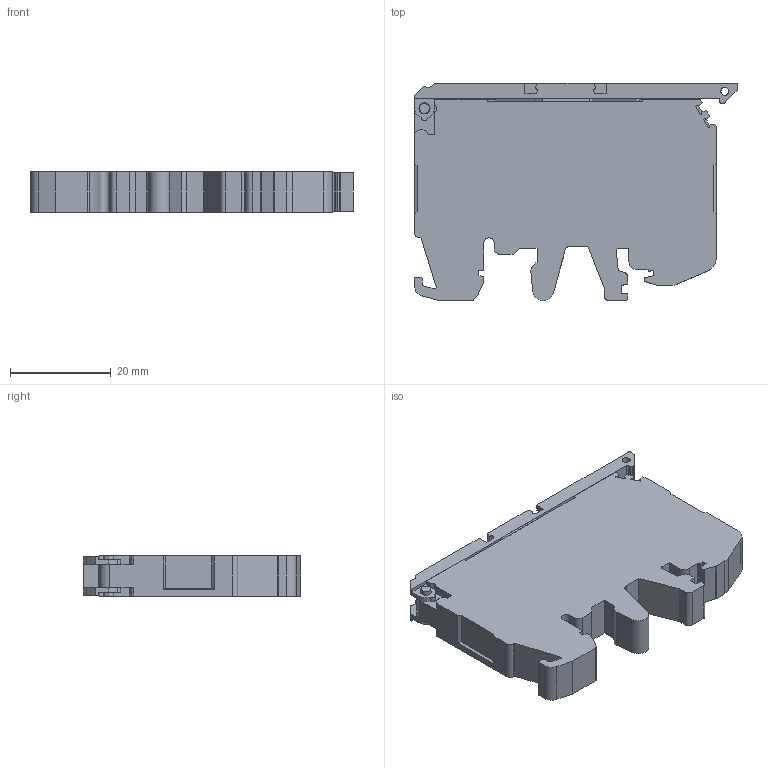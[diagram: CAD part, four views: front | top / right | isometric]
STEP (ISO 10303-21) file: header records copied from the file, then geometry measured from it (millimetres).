
FILE_DESCRIPTION (( 'STEP AP214' ), '1' );
FILE_NAME ('360119_ASK 2 S_Grey.STP', '2013-11-12T13:36:17', ( 'arge' ), ( 'Microsoft' ), 'SwSTEP 2.0', 'SolidWorks 2013', '' );
FILE_SCHEMA (( 'AUTOMOTIVE_DESIGN' ));
Length unit declared in the file: millimetre
Products named in the file (1): 360119_ASK 2 S_Grey
Bounding box: 64.18 x 43.2 x 8 mm (x, y, z)
Volume: 17409.5 mm3; surface area: 7794 mm2
Topology: 1 solids, 1 shells, 250 faces, 720 edges, 477 vertices
Faces by surface type: plane 166, cylinder 84
Entity records: 8241 total; most frequent: CARTESIAN_POINT 1448, ORIENTED_EDGE 1440, DIRECTION 1393, EDGE_CURVE 720, LINE 549, VECTOR 549, VERTEX_POINT 477, AXIS2_PLACEMENT_3D 422
